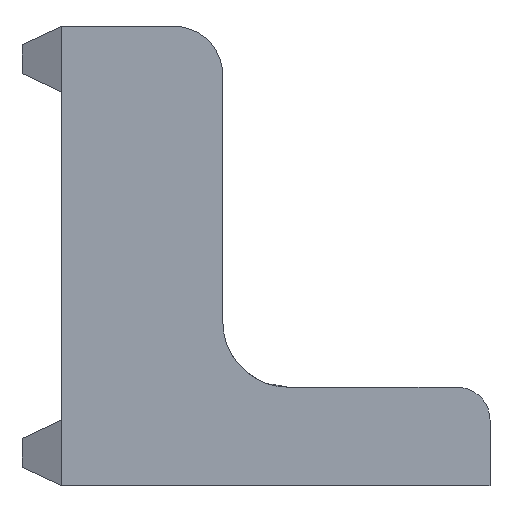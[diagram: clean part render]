
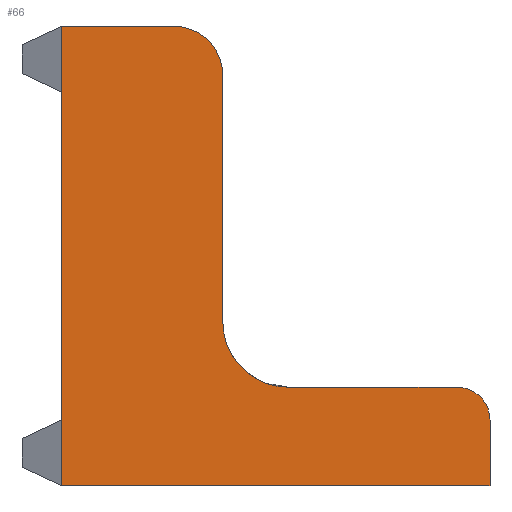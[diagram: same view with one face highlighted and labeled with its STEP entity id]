
A CAD part, front view. The second image highlights one B-rep face of the part: STEP entity #66.
In plain terms, the highlighted planar face has unit normal (0, -1, 0).
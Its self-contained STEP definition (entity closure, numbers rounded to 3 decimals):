
#51 = DIRECTION ( 'NONE',  ( 0., 0., -1. ) ) ;
#56 = EDGE_CURVE ( 'NONE', #652, #1223, #265, .T. ) ;
#66 = ADVANCED_FACE ( 'NONE', ( #738 ), #1391, .T. ) ;
#82 = CIRCLE ( 'NONE', #393, 1.5 ) ;
#83 = EDGE_CURVE ( 'NONE', #352, #211, #1141, .T. ) ;
#98 = EDGE_CURVE ( 'NONE', #1106, #718, #82, .T. ) ;
#103 = CARTESIAN_POINT ( 'NONE',  ( 34.268, 2., 6.3 ) ) ;
#114 = CARTESIAN_POINT ( 'NONE',  ( 42.414, 2., 3.3 ) ) ;
#121 = CARTESIAN_POINT ( 'NONE',  ( 29.35, 2., 17.516 ) ) ;
#173 = DIRECTION ( 'NONE',  ( 0., 1., 0. ) ) ;
#180 = CARTESIAN_POINT ( 'NONE',  ( 42.414, 2., 17.516 ) ) ;
#191 = LINE ( 'NONE', #360, #1430 ) ;
#211 = VERTEX_POINT ( 'NONE', #1188 ) ;
#220 = DIRECTION ( 'NONE',  ( -1., 0., 0. ) ) ;
#260 = ORIENTED_EDGE ( 'NONE', *, *, #863, .T. ) ;
#261 = ORIENTED_EDGE ( 'NONE', *, *, #83, .T. ) ;
#265 = CIRCLE ( 'NONE', #417, 2. ) ;
#306 = CARTESIAN_POINT ( 'NONE',  ( 42.414, 2., 1.3 ) ) ;
#314 = CARTESIAN_POINT ( 'NONE',  ( 36.268, 2., 4.3 ) ) ;
#315 = AXIS2_PLACEMENT_3D ( 'NONE', #1058, #382, #496 ) ;
#322 = DIRECTION ( 'NONE',  ( -1., 0., 0. ) ) ;
#338 = LINE ( 'NONE', #783, #1290 ) ;
#352 = VERTEX_POINT ( 'NONE', #114 ) ;
#360 = CARTESIAN_POINT ( 'NONE',  ( 42.414, 2., 17.516 ) ) ;
#375 = VECTOR ( 'NONE', #220, 1000. ) ;
#382 = DIRECTION ( 'NONE',  ( 0., -1., 0. ) ) ;
#393 = AXIS2_PLACEMENT_3D ( 'NONE', #1384, #1277, #1405 ) ;
#395 = LINE ( 'NONE', #995, #375 ) ;
#397 = CARTESIAN_POINT ( 'NONE',  ( 36.268, 2., 6.3 ) ) ;
#417 = AXIS2_PLACEMENT_3D ( 'NONE', #397, #173, #820 ) ;
#468 = VERTEX_POINT ( 'NONE', #905 ) ;
#469 = EDGE_LOOP ( 'NONE', ( #1420, #261, #260, #1034, #751, #1020, #1154, #1424, #1053 ) ) ;
#474 = DIRECTION ( 'NONE',  ( 0., 0., -1. ) ) ;
#477 = VECTOR ( 'NONE', #729, 1000. ) ;
#496 = DIRECTION ( 'NONE',  ( 0., 0., -1. ) ) ;
#514 = EDGE_CURVE ( 'NONE', #352, #716, #191, .T. ) ;
#538 = CARTESIAN_POINT ( 'NONE',  ( 32.768, 2., 15.3 ) ) ;
#652 = VERTEX_POINT ( 'NONE', #314 ) ;
#716 = VERTEX_POINT ( 'NONE', #979 ) ;
#718 = VERTEX_POINT ( 'NONE', #538 ) ;
#729 = DIRECTION ( 'NONE',  ( 0., 0., 1. ) ) ;
#738 = FACE_OUTER_BOUND ( 'NONE', #469, .T. ) ;
#743 = CARTESIAN_POINT ( 'NONE',  ( 29.35, 2., 15.3 ) ) ;
#751 = ORIENTED_EDGE ( 'NONE', *, *, #1151, .T. ) ;
#783 = CARTESIAN_POINT ( 'NONE',  ( 42.414, 2., 4.3 ) ) ;
#820 = DIRECTION ( 'NONE',  ( 0., 0., -1. ) ) ;
#838 = EDGE_CURVE ( 'NONE', #1242, #468, #1340, .T. ) ;
#855 = AXIS2_PLACEMENT_3D ( 'NONE', #180, #1043, #51 ) ;
#863 = EDGE_CURVE ( 'NONE', #211, #652, #338, .T. ) ;
#876 = DIRECTION ( 'NONE',  ( 0., 0., -1. ) ) ;
#905 = CARTESIAN_POINT ( 'NONE',  ( 29.35, 2., 1.3 ) ) ;
#979 = CARTESIAN_POINT ( 'NONE',  ( 42.414, 2., 1.3 ) ) ;
#994 = VECTOR ( 'NONE', #876, 1000. ) ;
#995 = CARTESIAN_POINT ( 'NONE',  ( 32.768, 2., 15.3 ) ) ;
#1020 = ORIENTED_EDGE ( 'NONE', *, *, #98, .T. ) ;
#1034 = ORIENTED_EDGE ( 'NONE', *, *, #56, .T. ) ;
#1043 = DIRECTION ( 'NONE',  ( 0., -1., 0. ) ) ;
#1053 = ORIENTED_EDGE ( 'NONE', *, *, #1286, .F. ) ;
#1054 = CARTESIAN_POINT ( 'NONE',  ( 34.268, 2., 13.8 ) ) ;
#1058 = CARTESIAN_POINT ( 'NONE',  ( 41.414, 2., 3.3 ) ) ;
#1080 = LINE ( 'NONE', #1407, #477 ) ;
#1106 = VERTEX_POINT ( 'NONE', #1054 ) ;
#1117 = DIRECTION ( 'NONE',  ( -1., 0., 0. ) ) ;
#1129 = LINE ( 'NONE', #306, #1235 ) ;
#1141 = CIRCLE ( 'NONE', #315, 1. ) ;
#1151 = EDGE_CURVE ( 'NONE', #1223, #1106, #1080, .T. ) ;
#1154 = ORIENTED_EDGE ( 'NONE', *, *, #1376, .T. ) ;
#1188 = CARTESIAN_POINT ( 'NONE',  ( 41.414, 2., 4.3 ) ) ;
#1223 = VERTEX_POINT ( 'NONE', #103 ) ;
#1235 = VECTOR ( 'NONE', #322, 1000. ) ;
#1242 = VERTEX_POINT ( 'NONE', #743 ) ;
#1277 = DIRECTION ( 'NONE',  ( 0., -1., 0. ) ) ;
#1286 = EDGE_CURVE ( 'NONE', #716, #468, #1129, .T. ) ;
#1290 = VECTOR ( 'NONE', #1117, 1000. ) ;
#1340 = LINE ( 'NONE', #121, #994 ) ;
#1376 = EDGE_CURVE ( 'NONE', #718, #1242, #395, .T. ) ;
#1384 = CARTESIAN_POINT ( 'NONE',  ( 32.768, 2., 13.8 ) ) ;
#1391 = PLANE ( 'NONE',  #855 ) ;
#1405 = DIRECTION ( 'NONE',  ( 0., 0., -1. ) ) ;
#1407 = CARTESIAN_POINT ( 'NONE',  ( 34.268, 2., 6.3 ) ) ;
#1420 = ORIENTED_EDGE ( 'NONE', *, *, #514, .F. ) ;
#1424 = ORIENTED_EDGE ( 'NONE', *, *, #838, .T. ) ;
#1430 = VECTOR ( 'NONE', #474, 1000. ) ;
